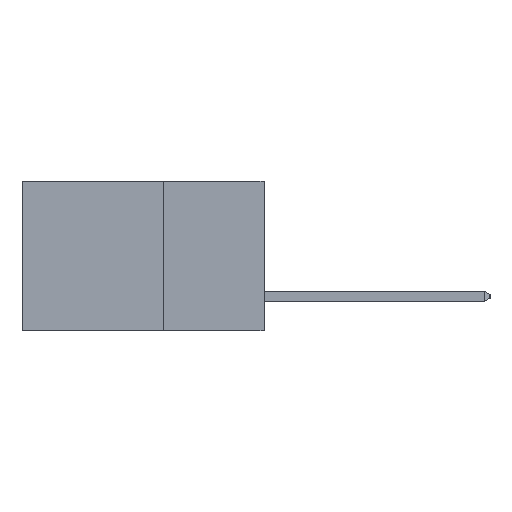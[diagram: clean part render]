
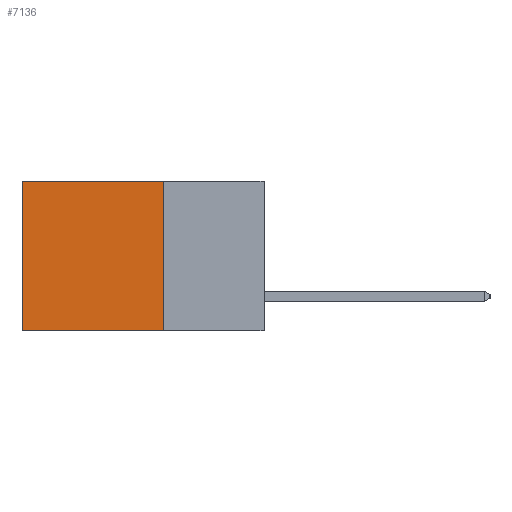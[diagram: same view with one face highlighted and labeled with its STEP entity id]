
A CAD part, left-side view. The second image highlights one B-rep face of the part: STEP entity #7136.
In plain terms, the highlighted planar face has unit normal (-1, 0, 0).
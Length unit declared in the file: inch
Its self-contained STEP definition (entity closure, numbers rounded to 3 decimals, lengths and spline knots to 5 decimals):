
#497 = EDGE_CURVE ( 'NONE', #20933, #3081, #10951, .T. ) ;
#1002 = ORIENTED_EDGE ( 'NONE', *, *, #15821, .F. ) ;
#1719 = VERTEX_POINT ( 'NONE', #12998 ) ;
#3081 = VERTEX_POINT ( 'NONE', #13490 ) ;
#3527 = EDGE_CURVE ( 'NONE', #7565, #1719, #6510, .T. ) ;
#4078 = CARTESIAN_POINT ( 'NONE',  ( 0.2615, 0.25, -0.37 ) ) ;
#6151 = DIRECTION ( 'NONE',  ( 0., 1., 0. ) ) ;
#6225 = VECTOR ( 'NONE', #7819, 39.37008 ) ;
#6422 = CARTESIAN_POINT ( 'NONE',  ( 0.2615, 0.25, 0. ) ) ;
#6510 = LINE ( 'NONE', #6626, #14661 ) ;
#6610 = VECTOR ( 'NONE', #6151, 39.37008 ) ;
#6626 = CARTESIAN_POINT ( 'NONE',  ( 0.2615, 0.25, 0. ) ) ;
#6650 = DIRECTION ( 'NONE',  ( 0., 1., 0. ) ) ;
#7136 = ADVANCED_FACE ( 'NONE', ( #10946 ), #8749, .F. ) ;
#7565 = VERTEX_POINT ( 'NONE', #6422 ) ;
#7819 = DIRECTION ( 'NONE',  ( 0., 0., -1. ) ) ;
#8213 = ORIENTED_EDGE ( 'NONE', *, *, #497, .F. ) ;
#8608 = CARTESIAN_POINT ( 'NONE',  ( 0.2615, 0.25, -0.37 ) ) ;
#8698 = AXIS2_PLACEMENT_3D ( 'NONE', #11935, #20108, #10376 ) ;
#8749 = PLANE ( 'NONE',  #8698 ) ;
#9436 = CARTESIAN_POINT ( 'NONE',  ( 0.2615, 0.6, -0.37 ) ) ;
#9592 = DIRECTION ( 'NONE',  ( 0., 0., -1. ) ) ;
#10376 = DIRECTION ( 'NONE',  ( 0., 0., -1. ) ) ;
#10946 = FACE_OUTER_BOUND ( 'NONE', #15467, .T. ) ;
#10951 = LINE ( 'NONE', #8608, #6610 ) ;
#11935 = CARTESIAN_POINT ( 'NONE',  ( 0.2615, 0.25, -0.37 ) ) ;
#12171 = ORIENTED_EDGE ( 'NONE', *, *, #3527, .T. ) ;
#12781 = CARTESIAN_POINT ( 'NONE',  ( 0.2615, 0.25, -0.37 ) ) ;
#12998 = CARTESIAN_POINT ( 'NONE',  ( 0.2615, 0.6, 0. ) ) ;
#13490 = CARTESIAN_POINT ( 'NONE',  ( 0.2615, 0.6, -0.37 ) ) ;
#14661 = VECTOR ( 'NONE', #6650, 39.37008 ) ;
#14892 = LINE ( 'NONE', #9436, #6225 ) ;
#15467 = EDGE_LOOP ( 'NONE', ( #17934, #8213, #1002, #12171 ) ) ;
#15821 = EDGE_CURVE ( 'NONE', #7565, #20933, #20911, .T. ) ;
#17934 = ORIENTED_EDGE ( 'NONE', *, *, #19495, .T. ) ;
#19495 = EDGE_CURVE ( 'NONE', #1719, #3081, #14892, .T. ) ;
#20108 = DIRECTION ( 'NONE',  ( 1., 0., 0. ) ) ;
#20426 = VECTOR ( 'NONE', #9592, 39.37008 ) ;
#20911 = LINE ( 'NONE', #12781, #20426 ) ;
#20933 = VERTEX_POINT ( 'NONE', #4078 ) ;
